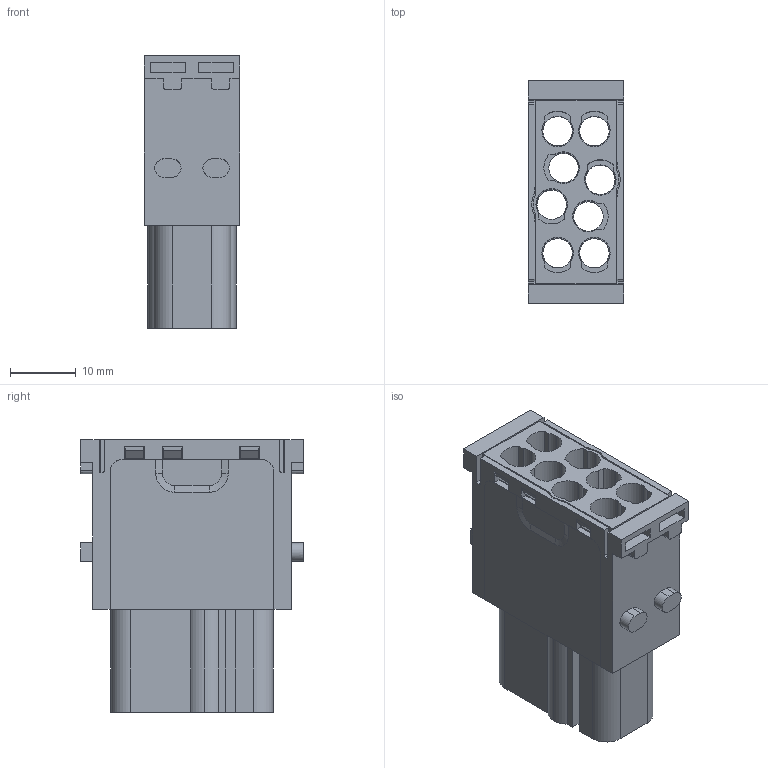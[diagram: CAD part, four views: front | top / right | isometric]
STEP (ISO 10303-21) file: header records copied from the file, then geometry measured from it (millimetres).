
FILE_DESCRIPTION(('CATIA V5 STEP Exchange','CAx-IF Rec.Pracs.--- Model Styling and Organization---1.4--- 2014-01-23'),'2;1');
FILE_NAME ('13212574_4', '2019-04-15T09:17:46+00:00', ('none'), ('Weidmueller'), 'CATIA Version 5-6 Release 2016 SP3 HF44', 'CATIA V5 STEP AP214', 'none');
FILE_SCHEMA(('AUTOMOTIVE_DESIGN { 1 0 10303 214 1 1 1 1 }'));
Length unit declared in the file: millimetre
Products named in the file (1): 1428890000
Bounding box: 14.5 x 34 x 41.6 mm (x, y, z)
Volume: 9502.8 mm3; surface area: 11557.4 mm2
Topology: 1 solids, 1 shells, 324 faces, 891 edges, 588 vertices
Faces by surface type: plane 211, cylinder 104, cone 9
Entity records: 11361 total; most frequent: CARTESIAN_POINT 3199, ORIENTED_EDGE 1782, DIRECTION 1454, EDGE_CURVE 891, VECTOR 658, LINE 658, VERTEX_POINT 588, AXIS2_PLACEMENT_3D 473
